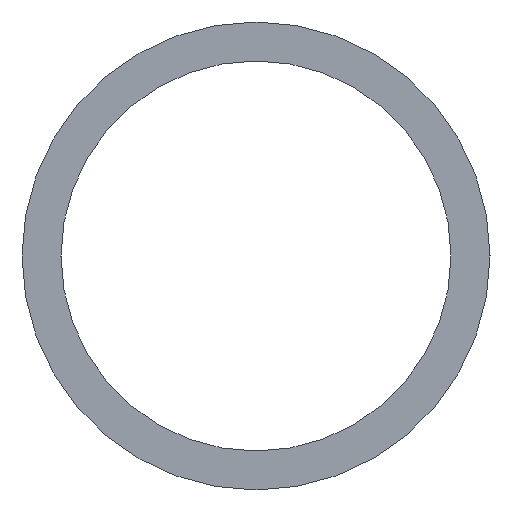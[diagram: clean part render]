
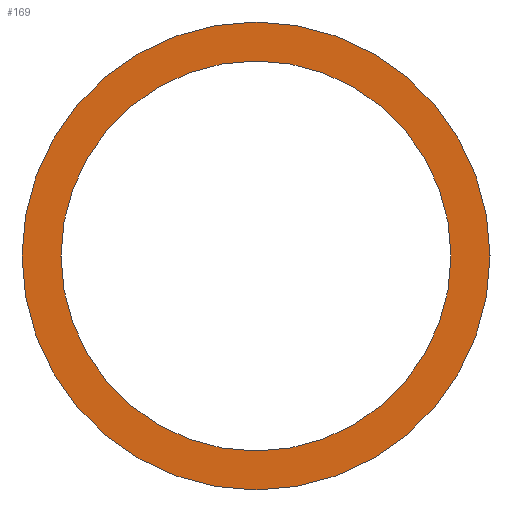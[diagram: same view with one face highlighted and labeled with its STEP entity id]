
A CAD part, left-side view. The second image highlights one B-rep face of the part: STEP entity #169.
In plain terms, the highlighted planar face has unit normal (-1, 0, 0).
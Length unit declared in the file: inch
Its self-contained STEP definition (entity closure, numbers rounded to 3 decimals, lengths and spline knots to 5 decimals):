
#3 = ORIENTED_EDGE ( 'NONE', *, *, #40, .F. ) ;
#6 = EDGE_LOOP ( 'NONE', ( #201, #149 ) ) ;
#9 = EDGE_CURVE ( 'NONE', #161, #128, #173, .T. ) ;
#10 = DIRECTION ( 'NONE',  ( 0., 0., 1. ) ) ;
#17 = CARTESIAN_POINT ( 'NONE',  ( 0., 0., 0.15 ) ) ;
#22 = EDGE_CURVE ( 'NONE', #98, #208, #129, .T. ) ;
#25 = EDGE_CURVE ( 'NONE', #208, #98, #81, .T. ) ;
#31 = CARTESIAN_POINT ( 'NONE',  ( 0., 0., 0. ) ) ;
#37 = DIRECTION ( 'NONE',  ( 1., 0., 0. ) ) ;
#40 = EDGE_CURVE ( 'NONE', #128, #161, #107, .T. ) ;
#47 = DIRECTION ( 'NONE',  ( 1., 0., 0. ) ) ;
#51 = EDGE_LOOP ( 'NONE', ( #123, #3 ) ) ;
#57 = DIRECTION ( 'NONE',  ( 1., 0., 0. ) ) ;
#67 = AXIS2_PLACEMENT_3D ( 'NONE', #158, #57, #109 ) ;
#76 = CARTESIAN_POINT ( 'NONE',  ( 0., 0., -0.125 ) ) ;
#81 = CIRCLE ( 'NONE', #146, 0.125 ) ;
#90 = CARTESIAN_POINT ( 'NONE',  ( 0., 0., 0. ) ) ;
#94 = AXIS2_PLACEMENT_3D ( 'NONE', #206, #47, #124 ) ;
#97 = CARTESIAN_POINT ( 'NONE',  ( 0., 0., 0. ) ) ;
#98 = VERTEX_POINT ( 'NONE', #204 ) ;
#103 = AXIS2_PLACEMENT_3D ( 'NONE', #97, #37, #166 ) ;
#107 = CIRCLE ( 'NONE', #67, 0.15 ) ;
#109 = DIRECTION ( 'NONE',  ( 0., 0., -1. ) ) ;
#123 = ORIENTED_EDGE ( 'NONE', *, *, #9, .F. ) ;
#124 = DIRECTION ( 'NONE',  ( 0., 0., -1. ) ) ;
#128 = VERTEX_POINT ( 'NONE', #165 ) ;
#129 = CIRCLE ( 'NONE', #154, 0.125 ) ;
#131 = FACE_BOUND ( 'NONE', #6, .T. ) ;
#146 = AXIS2_PLACEMENT_3D ( 'NONE', #31, #176, #211 ) ;
#149 = ORIENTED_EDGE ( 'NONE', *, *, #25, .F. ) ;
#154 = AXIS2_PLACEMENT_3D ( 'NONE', #90, #209, #10 ) ;
#158 = CARTESIAN_POINT ( 'NONE',  ( 0., 0., 0. ) ) ;
#161 = VERTEX_POINT ( 'NONE', #17 ) ;
#165 = CARTESIAN_POINT ( 'NONE',  ( 0., 0., -0.15 ) ) ;
#166 = DIRECTION ( 'NONE',  ( 0., 0., -1. ) ) ;
#169 = ADVANCED_FACE ( 'NONE', ( #131, #220 ), #203, .F. ) ;
#173 = CIRCLE ( 'NONE', #94, 0.15 ) ;
#176 = DIRECTION ( 'NONE',  ( -1., 0., 0. ) ) ;
#201 = ORIENTED_EDGE ( 'NONE', *, *, #22, .F. ) ;
#203 = PLANE ( 'NONE',  #103 ) ;
#204 = CARTESIAN_POINT ( 'NONE',  ( 0., 0., 0.125 ) ) ;
#206 = CARTESIAN_POINT ( 'NONE',  ( 0., 0., 0. ) ) ;
#208 = VERTEX_POINT ( 'NONE', #76 ) ;
#209 = DIRECTION ( 'NONE',  ( -1., 0., 0. ) ) ;
#211 = DIRECTION ( 'NONE',  ( 0., 0., 1. ) ) ;
#220 = FACE_OUTER_BOUND ( 'NONE', #51, .T. ) ;
